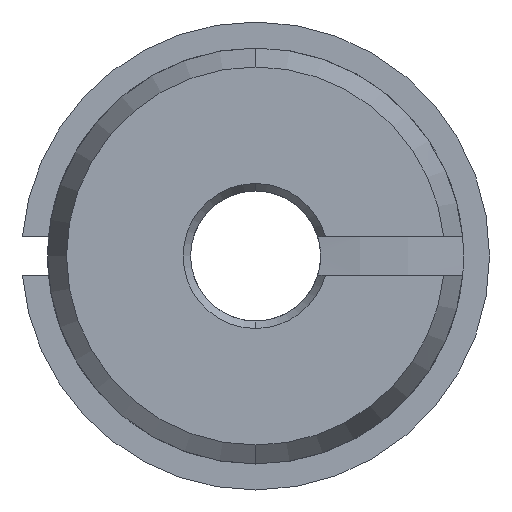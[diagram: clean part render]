
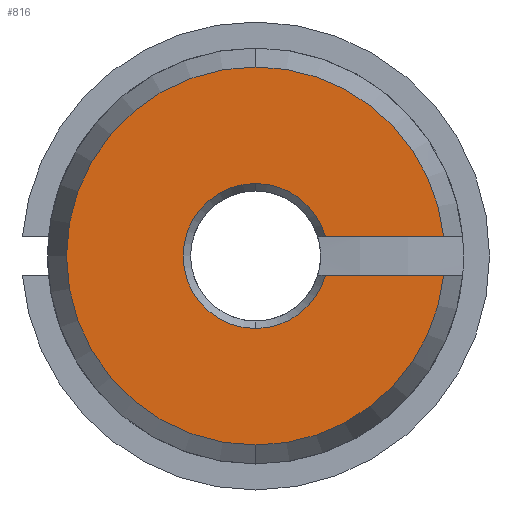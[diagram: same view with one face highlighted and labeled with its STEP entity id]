
A CAD part, left-side view. The second image highlights one B-rep face of the part: STEP entity #816.
In plain terms, the highlighted planar face has unit normal (-1, 0, 0).
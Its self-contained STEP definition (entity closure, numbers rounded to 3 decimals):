
#48 = CIRCLE ( 'NONE', #652, 2.789 ) ;
#61 = ORIENTED_EDGE ( 'NONE', *, *, #680, .T. ) ;
#75 = ORIENTED_EDGE ( 'NONE', *, *, #637, .F. ) ;
#77 = ORIENTED_EDGE ( 'NONE', *, *, #435, .T. ) ;
#124 = ORIENTED_EDGE ( 'NONE', *, *, #439, .T. ) ;
#131 = ORIENTED_EDGE ( 'NONE', *, *, #678, .T. ) ;
#162 = DIRECTION ( 'NONE',  ( 0., 0., 1. ) ) ;
#173 = CARTESIAN_POINT ( 'NONE',  ( -37., 0., 0. ) ) ;
#183 = DIRECTION ( 'NONE',  ( -1., 0., 0. ) ) ;
#233 = CARTESIAN_POINT ( 'NONE',  ( -37., 7.272, 0.75 ) ) ;
#234 = CARTESIAN_POINT ( 'NONE',  ( -37., 7.272, -0.75 ) ) ;
#238 = ORIENTED_EDGE ( 'NONE', *, *, #429, .F. ) ;
#243 = ORIENTED_EDGE ( 'NONE', *, *, #449, .F. ) ;
#244 = ORIENTED_EDGE ( 'NONE', *, *, #433, .F. ) ;
#262 = CARTESIAN_POINT ( 'NONE',  ( -37., 0., -7.272 ) ) ;
#265 = CARTESIAN_POINT ( 'NONE',  ( -37., 0., 7.272 ) ) ;
#266 = CARTESIAN_POINT ( 'NONE',  ( -37., -7.233, -0.75 ) ) ;
#298 = DIRECTION ( 'NONE',  ( 0., 0., -1. ) ) ;
#309 = CARTESIAN_POINT ( 'NONE',  ( -37., 7.272, 0. ) ) ;
#312 = DIRECTION ( 'NONE',  ( 1., 0., 0. ) ) ;
#323 = CARTESIAN_POINT ( 'NONE',  ( -37., -2.686, 0.75 ) ) ;
#331 = CARTESIAN_POINT ( 'NONE',  ( -37., 0., -2.789 ) ) ;
#353 = CARTESIAN_POINT ( 'NONE',  ( -37., 0., 2.789 ) ) ;
#359 = PLANE ( 'NONE',  #475 ) ;
#372 = CARTESIAN_POINT ( 'NONE',  ( -37., -2.686, -0.75 ) ) ;
#392 = CARTESIAN_POINT ( 'NONE',  ( -37., -7.233, 0.75 ) ) ;
#429 = EDGE_CURVE ( 'NONE', #1049, #1008, #967, .T. ) ;
#433 = EDGE_CURVE ( 'NONE', #1035, #1016, #966, .T. ) ;
#435 = EDGE_CURVE ( 'NONE', #1025, #1032, #964, .T. ) ;
#439 = EDGE_CURVE ( 'NONE', #1035, #1031, #800, .T. ) ;
#449 = EDGE_CURVE ( 'NONE', #1016, #1049, #711, .T. ) ;
#475 = AXIS2_PLACEMENT_3D ( 'NONE', #309, #312, #298 ) ;
#517 = DIRECTION ( 'NONE',  ( 0., 0., 1. ) ) ;
#518 = DIRECTION ( 'NONE',  ( -1., 0., 0. ) ) ;
#519 = CARTESIAN_POINT ( 'NONE',  ( -37., 0., 0. ) ) ;
#542 = DIRECTION ( 'NONE',  ( 0., 0., 1. ) ) ;
#546 = DIRECTION ( 'NONE',  ( -1., 0., 0. ) ) ;
#553 = CARTESIAN_POINT ( 'NONE',  ( -37., 0., 0. ) ) ;
#637 = EDGE_CURVE ( 'NONE', #1008, #1032, #48, .T. ) ;
#642 = AXIS2_PLACEMENT_3D ( 'NONE', #553, #546, #542 ) ;
#652 = AXIS2_PLACEMENT_3D ( 'NONE', #760, #769, #749 ) ;
#667 = AXIS2_PLACEMENT_3D ( 'NONE', #173, #183, #162 ) ;
#678 = EDGE_CURVE ( 'NONE', #1031, #1044, #911, .T. ) ;
#680 = EDGE_CURVE ( 'NONE', #1044, #1025, #921, .T. ) ;
#685 = AXIS2_PLACEMENT_3D ( 'NONE', #519, #518, #517 ) ;
#686 = AXIS2_PLACEMENT_3D ( 'NONE', #846, #857, #854 ) ;
#700 = AXIS2_PLACEMENT_3D ( 'NONE', #858, #861, #868 ) ;
#711 = CIRCLE ( 'NONE', #667, 2.789 ) ;
#749 = DIRECTION ( 'NONE',  ( 0., 0., 1. ) ) ;
#760 = CARTESIAN_POINT ( 'NONE',  ( -37., 0., 0. ) ) ;
#769 = DIRECTION ( 'NONE',  ( -1., 0., 0. ) ) ;
#784 = FACE_OUTER_BOUND ( 'NONE', #899, .T. ) ;
#800 = CIRCLE ( 'NONE', #685, 7.272 ) ;
#802 = VECTOR ( 'NONE', #925, 1000. ) ;
#816 = ADVANCED_FACE ( 'NONE', ( #784 ), #359, .F. ) ;
#846 = CARTESIAN_POINT ( 'NONE',  ( -37., 0., 0. ) ) ;
#854 = DIRECTION ( 'NONE',  ( 0., 0., 1. ) ) ;
#857 = DIRECTION ( 'NONE',  ( -1., 0., 0. ) ) ;
#858 = CARTESIAN_POINT ( 'NONE',  ( -37., 0., 0. ) ) ;
#861 = DIRECTION ( 'NONE',  ( -1., 0., 0. ) ) ;
#868 = DIRECTION ( 'NONE',  ( 0., 0., 1. ) ) ;
#899 = EDGE_LOOP ( 'NONE', ( #124, #131, #61, #77, #75, #238, #243, #244 ) ) ;
#911 = CIRCLE ( 'NONE', #700, 7.272 ) ;
#921 = CIRCLE ( 'NONE', #686, 7.272 ) ;
#925 = DIRECTION ( 'NONE',  ( 0., 1., 0. ) ) ;
#962 = DIRECTION ( 'NONE',  ( 0., 1., 0. ) ) ;
#964 = LINE ( 'NONE', #234, #802 ) ;
#966 = LINE ( 'NONE', #233, #968 ) ;
#967 = CIRCLE ( 'NONE', #642, 2.789 ) ;
#968 = VECTOR ( 'NONE', #962, 1000. ) ;
#1008 = VERTEX_POINT ( 'NONE', #331 ) ;
#1016 = VERTEX_POINT ( 'NONE', #323 ) ;
#1025 = VERTEX_POINT ( 'NONE', #266 ) ;
#1031 = VERTEX_POINT ( 'NONE', #265 ) ;
#1032 = VERTEX_POINT ( 'NONE', #372 ) ;
#1035 = VERTEX_POINT ( 'NONE', #392 ) ;
#1044 = VERTEX_POINT ( 'NONE', #262 ) ;
#1049 = VERTEX_POINT ( 'NONE', #353 ) ;
